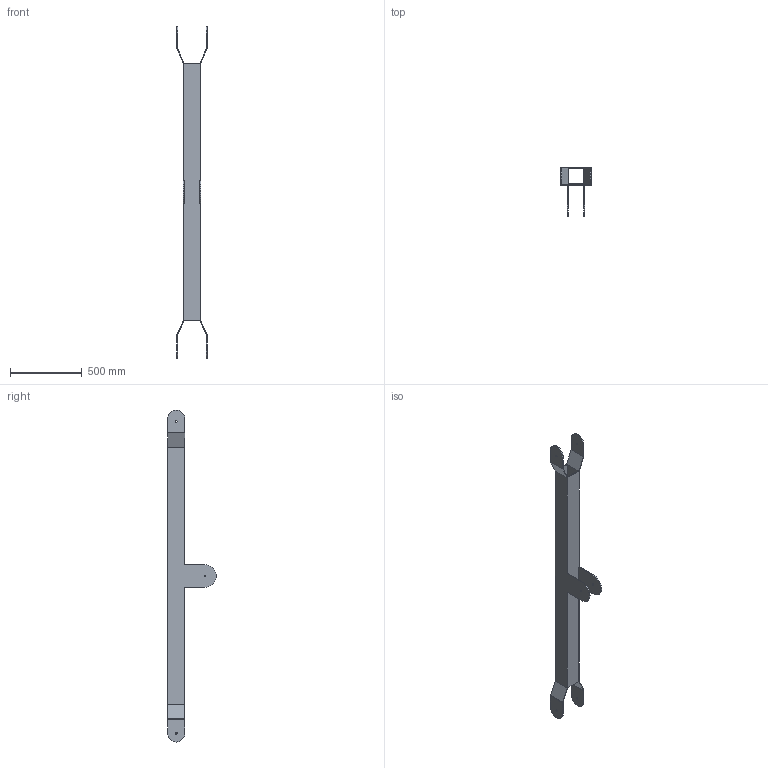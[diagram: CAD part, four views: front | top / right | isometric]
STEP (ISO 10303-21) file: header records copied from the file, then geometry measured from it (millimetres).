
FILE_DESCRIPTION (( 'STEP AP203' ), '1' );
FILE_NAME ('Boom_Varsayilan_sldprt.STEP', '2018-12-13T22:27:00', ( '' ), ( '' ), 'SwSTEP 2.0', 'SolidWorks 2016', '' );
FILE_SCHEMA (( 'CONFIG_CONTROL_DESIGN' ));
Length unit declared in the file: millimetre
Products named in the file (1): Boom_Varsayilan_sldprt
Bounding box: 212 x 340 x 2320 mm (x, y, z)
Volume: 6021882.5 mm3; surface area: 2039460.3 mm2
Topology: 1 solids, 1 shells, 60 faces, 172 edges, 112 vertices
Faces by surface type: plane 34, cylinder 26
Entity records: 2069 total; most frequent: DIRECTION 346, CARTESIAN_POINT 345, ORIENTED_EDGE 344, EDGE_CURVE 172, VECTOR 120, LINE 120, AXIS2_PLACEMENT_3D 113, VERTEX_POINT 112
